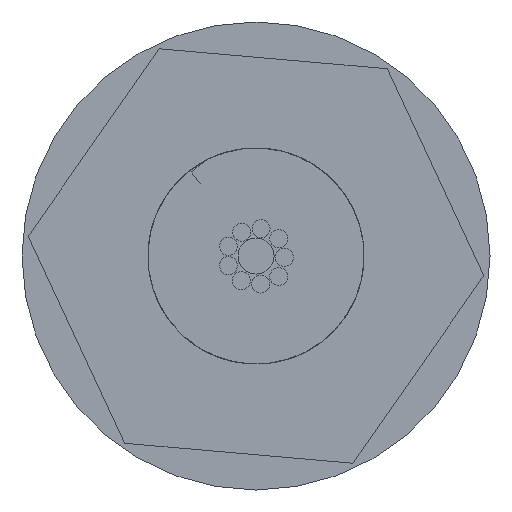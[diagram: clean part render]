
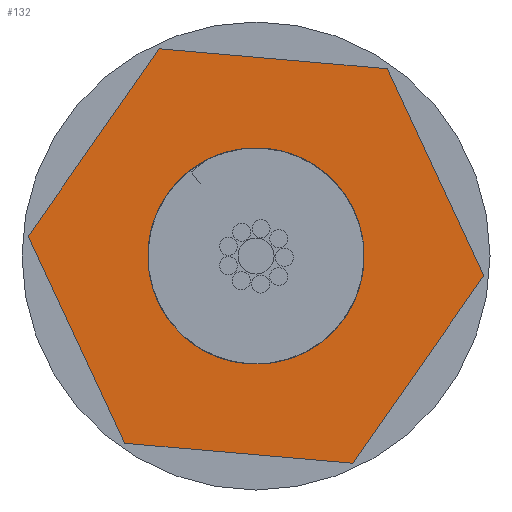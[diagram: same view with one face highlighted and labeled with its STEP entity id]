
A CAD part, left-side view. The second image highlights one B-rep face of the part: STEP entity #132.
In plain terms, the highlighted planar face has unit normal (-1, 0, 0).
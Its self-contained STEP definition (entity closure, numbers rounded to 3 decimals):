
#36=PLANE('',#959);
#78=FACE_BOUND('',#269,.T.);
#79=FACE_BOUND('',#270,.T.);
#132=ADVANCED_FACE('',(#78,#79),#36,.F.);
#269=EDGE_LOOP('',(#497,#498,#499,#500,#501,#502));
#270=EDGE_LOOP('',(#503,#504,#505,#506));
#349=LINE('',#3803,#390);
#350=LINE('',#3806,#391);
#351=LINE('',#3808,#392);
#352=LINE('',#3810,#393);
#353=LINE('',#3812,#394);
#354=LINE('',#3814,#395);
#390=VECTOR('',#1079,1.);
#391=VECTOR('',#1080,1.);
#392=VECTOR('',#1081,1.);
#393=VECTOR('',#1082,1.);
#394=VECTOR('',#1083,1.);
#395=VECTOR('',#1084,1.);
#430=B_SPLINE_CURVE_WITH_KNOTS('',3,(#1699,#1700,#1701,#1702,#1703,#1704,
#1705,#1706,#1707,#1708,#1709,#1710,#1711,#1712,#1713,#1714,#1715,#1716,
#1717),.UNSPECIFIED.,.F.,.F.,(4,3,3,3,3,3,4),(0.,0.16,0.36,
0.553,0.74,0.92,1.),.UNSPECIFIED.);
#433=B_SPLINE_CURVE_WITH_KNOTS('',3,(#2728,#2729,#2730,#2731,#2732,#2733,
#2734,#2735,#2736,#2737,#2738,#2739,#2740,#2741,#2742,#2743,#2744,#2745,
#2746),.UNSPECIFIED.,.F.,.F.,(4,3,3,3,3,3,4),(0.,0.13,0.299,
0.474,0.655,0.841,1.),.UNSPECIFIED.);
#497=ORIENTED_EDGE('',*,*,#806,.F.);
#498=ORIENTED_EDGE('',*,*,#807,.F.);
#499=ORIENTED_EDGE('',*,*,#808,.F.);
#500=ORIENTED_EDGE('',*,*,#809,.F.);
#501=ORIENTED_EDGE('',*,*,#810,.F.);
#502=ORIENTED_EDGE('',*,*,#811,.F.);
#503=ORIENTED_EDGE('',*,*,#789,.T.);
#504=ORIENTED_EDGE('',*,*,#781,.T.);
#505=ORIENTED_EDGE('',*,*,#786,.T.);
#506=ORIENTED_EDGE('',*,*,#793,.F.);
#695=VERTEX_POINT('',#1281);
#696=VERTEX_POINT('',#1282);
#700=VERTEX_POINT('',#1718);
#702=VERTEX_POINT('',#2747);
#715=VERTEX_POINT('',#3804);
#716=VERTEX_POINT('',#3805);
#717=VERTEX_POINT('',#3807);
#718=VERTEX_POINT('',#3809);
#719=VERTEX_POINT('',#3811);
#720=VERTEX_POINT('',#3813);
#781=EDGE_CURVE('',#695,#696,#898,.T.);
#786=EDGE_CURVE('',#696,#700,#430,.T.);
#789=EDGE_CURVE('',#702,#695,#433,.T.);
#793=EDGE_CURVE('',#702,#700,#900,.T.);
#806=EDGE_CURVE('',#715,#716,#349,.T.);
#807=EDGE_CURVE('',#717,#715,#350,.T.);
#808=EDGE_CURVE('',#718,#717,#351,.T.);
#809=EDGE_CURVE('',#719,#718,#352,.T.);
#810=EDGE_CURVE('',#720,#719,#353,.T.);
#811=EDGE_CURVE('',#716,#720,#354,.T.);
#898=CIRCLE('',#942,1.5);
#900=CIRCLE('',#945,1.25);
#942=AXIS2_PLACEMENT_3D('',#1280,#1042,#1043);
#945=AXIS2_PLACEMENT_3D('',#3777,#1049,#1050);
#959=AXIS2_PLACEMENT_3D('',#3815,#1085,#1086);
#1042=DIRECTION('',(1.,0.,0.));
#1043=DIRECTION('',(0.,0.,-1.));
#1049=DIRECTION('',(-1.,0.,0.));
#1050=DIRECTION('',(0.,0.,-1.));
#1079=DIRECTION('',(0.,-0.574,0.819));
#1080=DIRECTION('',(0.,0.423,0.906));
#1081=DIRECTION('',(0.,0.996,0.087));
#1082=DIRECTION('',(0.,0.574,-0.819));
#1083=DIRECTION('',(0.,-0.423,-0.906));
#1084=DIRECTION('',(0.,-0.996,-0.087));
#1085=DIRECTION('',(1.,0.,0.));
#1086=DIRECTION('',(0.,0.,-1.));
#1280=CARTESIAN_POINT('',(2.,0.,0.));
#1281=CARTESIAN_POINT('',(2.,0.67,1.342));
#1282=CARTESIAN_POINT('',(2.,-0.67,1.342));
#1699=CARTESIAN_POINT('',(2.,-0.67,1.342));
#1700=CARTESIAN_POINT('',(2.,-0.784,1.272));
#1701=CARTESIAN_POINT('',(2.,-0.888,1.185));
#1702=CARTESIAN_POINT('',(2.,-0.979,1.087));
#1703=CARTESIAN_POINT('',(2.,-1.091,0.965));
#1704=CARTESIAN_POINT('',(2.,-1.184,0.821));
#1705=CARTESIAN_POINT('',(2.,-1.247,0.668));
#1706=CARTESIAN_POINT('',(2.,-1.309,0.52));
#1707=CARTESIAN_POINT('',(2.,-1.346,0.359));
#1708=CARTESIAN_POINT('',(2.,-1.353,0.198));
#1709=CARTESIAN_POINT('',(2.,-1.36,0.043));
#1710=CARTESIAN_POINT('',(2.,-1.34,-0.115));
#1711=CARTESIAN_POINT('',(2.,-1.293,-0.263));
#1712=CARTESIAN_POINT('',(2.,-1.248,-0.406));
#1713=CARTESIAN_POINT('',(2.,-1.178,-0.543));
#1714=CARTESIAN_POINT('',(2.,-1.086,-0.662));
#1715=CARTESIAN_POINT('',(2.,-1.045,-0.715));
#1716=CARTESIAN_POINT('',(2.,-1.,-0.765));
#1717=CARTESIAN_POINT('',(2.,-0.951,-0.811));
#1718=CARTESIAN_POINT('',(2.,-0.951,-0.811));
#2728=CARTESIAN_POINT('',(2.,0.951,-0.811));
#2729=CARTESIAN_POINT('',(2.,1.03,-0.737));
#2730=CARTESIAN_POINT('',(2.,1.1,-0.651));
#2731=CARTESIAN_POINT('',(2.,1.157,-0.559));
#2732=CARTESIAN_POINT('',(2.,1.232,-0.44));
#2733=CARTESIAN_POINT('',(2.,1.287,-0.306));
#2734=CARTESIAN_POINT('',(2.,1.319,-0.169));
#2735=CARTESIAN_POINT('',(2.,1.352,-0.028));
#2736=CARTESIAN_POINT('',(2.,1.362,0.121));
#2737=CARTESIAN_POINT('',(2.,1.348,0.266));
#2738=CARTESIAN_POINT('',(2.,1.334,0.416));
#2739=CARTESIAN_POINT('',(2.,1.294,0.565));
#2740=CARTESIAN_POINT('',(2.,1.233,0.702));
#2741=CARTESIAN_POINT('',(2.,1.17,0.843));
#2742=CARTESIAN_POINT('',(2.,1.082,0.976));
#2743=CARTESIAN_POINT('',(2.,0.976,1.09));
#2744=CARTESIAN_POINT('',(2.,0.886,1.187));
#2745=CARTESIAN_POINT('',(2.,0.783,1.272));
#2746=CARTESIAN_POINT('',(2.,0.67,1.342));
#2747=CARTESIAN_POINT('',(2.,0.951,-0.811));
#3777=CARTESIAN_POINT('',(2.,0.,0.));
#3803=CARTESIAN_POINT('',(2.,3.163,0.277));
#3804=CARTESIAN_POINT('',(2.,3.163,0.277));
#3805=CARTESIAN_POINT('',(2.,1.342,2.878));
#3806=CARTESIAN_POINT('',(2.,1.821,-2.601));
#3807=CARTESIAN_POINT('',(2.,1.821,-2.601));
#3808=CARTESIAN_POINT('',(2.,-1.342,-2.878));
#3809=CARTESIAN_POINT('',(2.,-1.342,-2.878));
#3810=CARTESIAN_POINT('',(2.,-3.163,-0.277));
#3811=CARTESIAN_POINT('',(2.,-3.163,-0.277));
#3812=CARTESIAN_POINT('',(2.,-1.821,2.601));
#3813=CARTESIAN_POINT('',(2.,-1.821,2.601));
#3814=CARTESIAN_POINT('',(2.,1.342,2.878));
#3815=CARTESIAN_POINT('',(2.,0.,0.));
